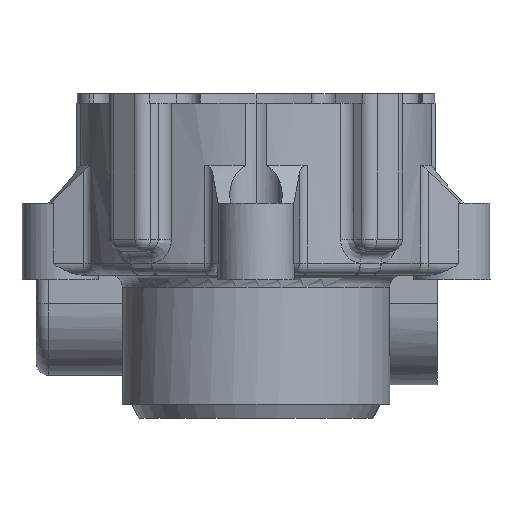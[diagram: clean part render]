
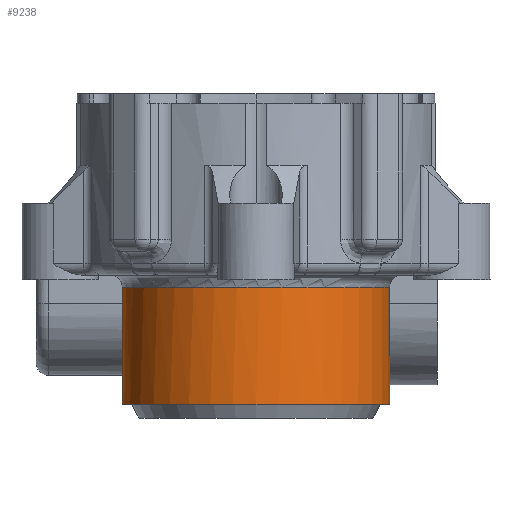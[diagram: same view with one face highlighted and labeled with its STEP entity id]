
A CAD part, left-side view. The second image highlights one B-rep face of the part: STEP entity #9238.
In plain terms, the highlighted cylindrical face has radius 28 mm (diameter 56 mm), a full revolution.
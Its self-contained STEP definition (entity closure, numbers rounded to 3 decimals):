
#5560 = VERTEX_POINT('',#5561);
#5561 = CARTESIAN_POINT('',(23.,15.969,24.));
#5567 = EDGE_CURVE('',#5560,#5568,#5570,.T.);
#5568 = VERTEX_POINT('',#5569);
#5569 = CARTESIAN_POINT('',(23.,15.969,27.5));
#5570 = LINE('',#5571,#5572);
#5571 = CARTESIAN_POINT('',(23.,15.969,3.));
#5572 = VECTOR('',#5573,1.);
#5573 = DIRECTION('',(0.,0.,1.));
#6489 = EDGE_CURVE('',#6490,#6492,#6494,.T.);
#6490 = VERTEX_POINT('',#6491);
#6491 = CARTESIAN_POINT('',(20.921,-18.61,14.));
#6492 = VERTEX_POINT('',#6493);
#6493 = CARTESIAN_POINT('',(20.921,-18.61,27.5));
#6494 = LINE('',#6495,#6496);
#6495 = CARTESIAN_POINT('',(20.921,-18.61,3.));
#6496 = VECTOR('',#6497,1.);
#6497 = DIRECTION('',(0.,0.,1.));
#7551 = EDGE_CURVE('',#7552,#5560,#7554,.T.);
#7552 = VERTEX_POINT('',#7553);
#7553 = CARTESIAN_POINT('',(28.,0.,12.82));
#7554 = B_SPLINE_CURVE_WITH_KNOTS('',8,(#7555,#7556,#7557,#7558,#7559,
    #7560,#7561,#7562,#7563,#7564,#7565,#7566,#7567,#7568,#7569,#7570,
    #7571,#7572,#7573,#7574,#7575,#7576,#7577),.UNSPECIFIED.,.F.,.F.,(9,
    7,7,9),(0.,0.269,0.595,1.),.UNSPECIFIED.);
#7555 = CARTESIAN_POINT('',(28.,0.,12.82));
#7556 = CARTESIAN_POINT('',(28.,0.932,12.82));
#7557 = CARTESIAN_POINT('',(27.965,1.863,
    12.851));
#7558 = CARTESIAN_POINT('',(27.894,2.785,
    12.915));
#7559 = CARTESIAN_POINT('',(27.789,3.688,
    13.009));
#7560 = CARTESIAN_POINT('',(27.655,4.566,
    13.134));
#7561 = CARTESIAN_POINT('',(27.494,5.414,
    13.289));
#7562 = CARTESIAN_POINT('',(27.31,6.23,
    13.473));
#7563 = CARTESIAN_POINT('',(26.864,7.956,
    13.945));
#7564 = CARTESIAN_POINT('',(26.592,8.851,
    14.246));
#7565 = CARTESIAN_POINT('',(26.3,9.692,
    14.589));
#7566 = CARTESIAN_POINT('',(25.995,10.478,
    14.974));
#7567 = CARTESIAN_POINT('',(25.682,11.209,
    15.402));
#7568 = CARTESIAN_POINT('',(25.369,11.884,
    15.872));
#7569 = CARTESIAN_POINT('',(25.062,12.502,
    16.384));
#7570 = CARTESIAN_POINT('',(24.398,13.76,
    17.628));
#7571 = CARTESIAN_POINT('',(24.048,14.37,
    18.383));
#7572 = CARTESIAN_POINT('',(23.728,14.889,
    19.202));
#7573 = CARTESIAN_POINT('',(23.451,15.313,
    20.083));
#7574 = CARTESIAN_POINT('',(23.23,15.638,
    21.018));
#7575 = CARTESIAN_POINT('',(23.077,15.858,21.994
    ));
#7576 = CARTESIAN_POINT('',(23.,15.969,
    22.996));
#7577 = CARTESIAN_POINT('',(23.,15.969,24.));
#7579 = EDGE_CURVE('',#7580,#7552,#7582,.T.);
#7580 = VERTEX_POINT('',#7581);
#7581 = CARTESIAN_POINT('',(27.861,-2.786,
    12.945));
#7582 = B_SPLINE_CURVE_WITH_KNOTS('',4,(#7583,#7584,#7585,#7586,#7587,
    #7588,#7589,#7590),.UNSPECIFIED.,.F.,.F.,(5,3,5),(0.,0.579,
    1.),.UNSPECIFIED.);
#7583 = CARTESIAN_POINT('',(27.861,-2.786,
    12.945));
#7584 = CARTESIAN_POINT('',(27.888,-2.518,
    12.921));
#7585 = CARTESIAN_POINT('',(27.914,-2.222,
    12.897));
#7586 = CARTESIAN_POINT('',(27.939,-1.89,
    12.874));
#7587 = CARTESIAN_POINT('',(27.976,-1.187,
    12.841));
#7588 = CARTESIAN_POINT('',(27.99,-0.853,
    12.828));
#7589 = CARTESIAN_POINT('',(28.,-0.437,12.82));
#7590 = CARTESIAN_POINT('',(28.,0.,12.82));
#8615 = EDGE_CURVE('',#6490,#7580,#8616,.T.);
#8616 = B_SPLINE_CURVE_WITH_KNOTS('',8,(#8617,#8618,#8619,#8620,#8621,
    #8622,#8623,#8624,#8625,#8626,#8627,#8628,#8629,#8630,#8631,#8632,
    #8633,#8634,#8635,#8636,#8637,#8638,#8639,#8640,#8641,#8642,#8643,
    #8644,#8645,#8646,#8647,#8648,#8649,#8650,#8651,#8652,#8653,#8654,
    #8655,#8656,#8657,#8658,#8659,#8660),.UNSPECIFIED.,.F.,.F.,(9,7,7,7,
    7,7,9),(0.,0.184,0.352,0.502,
    0.644,0.813,1.),.UNSPECIFIED.);
#8617 = CARTESIAN_POINT('',(20.921,-18.61,14.));
#8618 = CARTESIAN_POINT('',(20.921,-18.61,
    13.422));
#8619 = CARTESIAN_POINT('',(20.944,-18.583,
    12.844));
#8620 = CARTESIAN_POINT('',(20.991,-18.531,
    12.268));
#8621 = CARTESIAN_POINT('',(21.062,-18.451,
    11.695));
#8622 = CARTESIAN_POINT('',(21.155,-18.344,
    11.128));
#8623 = CARTESIAN_POINT('',(21.271,-18.21,
    10.57));
#8624 = CARTESIAN_POINT('',(21.41,-18.046,
    10.02));
#8625 = CARTESIAN_POINT('',(21.718,-17.675,
    8.993));
#8626 = CARTESIAN_POINT('',(21.883,-17.472,
    8.514));
#8627 = CARTESIAN_POINT('',(22.065,-17.243,
    8.047));
#8628 = CARTESIAN_POINT('',(22.266,-16.985,
    7.593));
#8629 = CARTESIAN_POINT('',(22.483,-16.698,
    7.155));
#8630 = CARTESIAN_POINT('',(22.717,-16.378,
    6.737));
#8631 = CARTESIAN_POINT('',(22.966,-16.024,
    6.342));
#8632 = CARTESIAN_POINT('',(23.465,-15.284,
    5.646));
#8633 = CARTESIAN_POINT('',(23.712,-14.903,
    5.339));
#8634 = CARTESIAN_POINT('',(23.97,-14.491,
    5.058));
#8635 = CARTESIAN_POINT('',(24.234,-14.048,
    4.81));
#8636 = CARTESIAN_POINT('',(24.503,-13.575,
    4.601));
#8637 = CARTESIAN_POINT('',(24.771,-13.076,
    4.435));
#8638 = CARTESIAN_POINT('',(25.034,-12.555,
    4.317));
#8639 = CARTESIAN_POINT('',(25.532,-11.509,
    4.188));
#8640 = CARTESIAN_POINT('',(25.767,-10.983,
    4.17));
#8641 = CARTESIAN_POINT('',(25.992,-10.448,
    4.202));
#8642 = CARTESIAN_POINT('',(26.203,-9.909,
    4.282));
#8643 = CARTESIAN_POINT('',(26.399,-9.369,
    4.412));
#8644 = CARTESIAN_POINT('',(26.578,-8.838,
    4.59));
#8645 = CARTESIAN_POINT('',(26.739,-8.323,
    4.812));
#8646 = CARTESIAN_POINT('',(27.05,-7.257,
    5.369));
#8647 = CARTESIAN_POINT('',(27.192,-6.715,
    5.72));
#8648 = CARTESIAN_POINT('',(27.312,-6.213,
    6.109));
#8649 = CARTESIAN_POINT('',(27.411,-5.754,
    6.529));
#8650 = CARTESIAN_POINT('',(27.493,-5.337,
    6.971));
#8651 = CARTESIAN_POINT('',(27.561,-4.961,
    7.43));
#8652 = CARTESIAN_POINT('',(27.618,-4.622,
    7.902));
#8653 = CARTESIAN_POINT('',(27.717,-3.984,
    8.925));
#8654 = CARTESIAN_POINT('',(27.758,-3.694,
    9.477));
#8655 = CARTESIAN_POINT('',(27.789,-3.446,
    10.04));
#8656 = CARTESIAN_POINT('',(27.814,-3.238,
    10.612));
#8657 = CARTESIAN_POINT('',(27.832,-3.069,
    11.19));
#8658 = CARTESIAN_POINT('',(27.846,-2.937,
    11.772));
#8659 = CARTESIAN_POINT('',(27.855,-2.843,
    12.358));
#8660 = CARTESIAN_POINT('',(27.861,-2.786,
    12.945));
#8772 = EDGE_CURVE('',#5568,#6492,#8773,.T.);
#8773 = CIRCLE('',#8774,28.);
#8774 = AXIS2_PLACEMENT_3D('',#8775,#8776,#8777);
#8775 = CARTESIAN_POINT('',(0.,0.,27.5));
#8776 = DIRECTION('',(0.,0.,1.));
#8777 = DIRECTION('',(0.821,0.57,-0.));
#9238 = ADVANCED_FACE('',(#9239),#9263,.T.);
#9239 = FACE_BOUND('',#9240,.T.);
#9240 = EDGE_LOOP('',(#9241,#9242,#9243,#9251,#9258,#9259,#9260,#9261,
    #9262));
#9241 = ORIENTED_EDGE('',*,*,#5567,.F.);
#9242 = ORIENTED_EDGE('',*,*,#7551,.F.);
#9243 = ORIENTED_EDGE('',*,*,#9244,.F.);
#9244 = EDGE_CURVE('',#9245,#7552,#9247,.T.);
#9245 = VERTEX_POINT('',#9246);
#9246 = CARTESIAN_POINT('',(28.,0.,3.));
#9247 = LINE('',#9248,#9249);
#9248 = CARTESIAN_POINT('',(28.,0.,3.));
#9249 = VECTOR('',#9250,1.);
#9250 = DIRECTION('',(0.,0.,1.));
#9251 = ORIENTED_EDGE('',*,*,#9252,.T.);
#9252 = EDGE_CURVE('',#9245,#9245,#9253,.T.);
#9253 = CIRCLE('',#9254,28.);
#9254 = AXIS2_PLACEMENT_3D('',#9255,#9256,#9257);
#9255 = CARTESIAN_POINT('',(0.,0.,3.));
#9256 = DIRECTION('',(0.,0.,1.));
#9257 = DIRECTION('',(1.,0.,0.));
#9258 = ORIENTED_EDGE('',*,*,#9244,.T.);
#9259 = ORIENTED_EDGE('',*,*,#7579,.F.);
#9260 = ORIENTED_EDGE('',*,*,#8615,.F.);
#9261 = ORIENTED_EDGE('',*,*,#6489,.T.);
#9262 = ORIENTED_EDGE('',*,*,#8772,.F.);
#9263 = CYLINDRICAL_SURFACE('',#9264,28.);
#9264 = AXIS2_PLACEMENT_3D('',#9265,#9266,#9267);
#9265 = CARTESIAN_POINT('',(0.,0.,3.));
#9266 = DIRECTION('',(0.,0.,1.));
#9267 = DIRECTION('',(1.,0.,0.));
